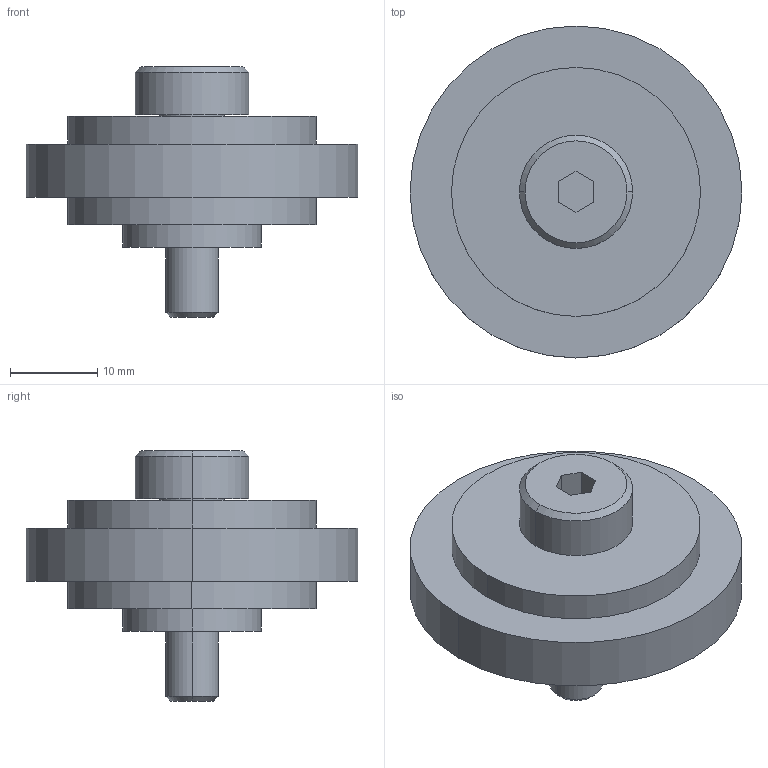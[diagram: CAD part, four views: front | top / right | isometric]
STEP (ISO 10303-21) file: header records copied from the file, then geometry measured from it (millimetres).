
FILE_DESCRIPTION((''),'2;1');
FILE_NAME('10LM8404.stp','2015-07-14T08:54:50',(''),(''),'Mechanical Desktop 2011','Mechanical Desktop 2011',', , ');
FILE_SCHEMA(('AUTOMOTIVE_DESIGN { 1 2 10303 214 1 1 1 1 }'));
Length unit declared in the file: inch
Products named in the file (1): Product
Bounding box: 38.1 x 38.1 x 28.75 mm (x, y, z)
Volume: 12530.5 mm3; surface area: 6124.9 mm2
Topology: 4 solids, 4 shells, 51 faces, 104 edges, 68 vertices
Faces by surface type: cylinder 26, plane 21, cone 4
Entity records: 1433 total; most frequent: DIRECTION 264, CARTESIAN_POINT 224, ORIENTED_EDGE 208, AXIS2_PLACEMENT_3D 108, EDGE_CURVE 104, VERTEX_POINT 68, EDGE_LOOP 64, CIRCLE 56
